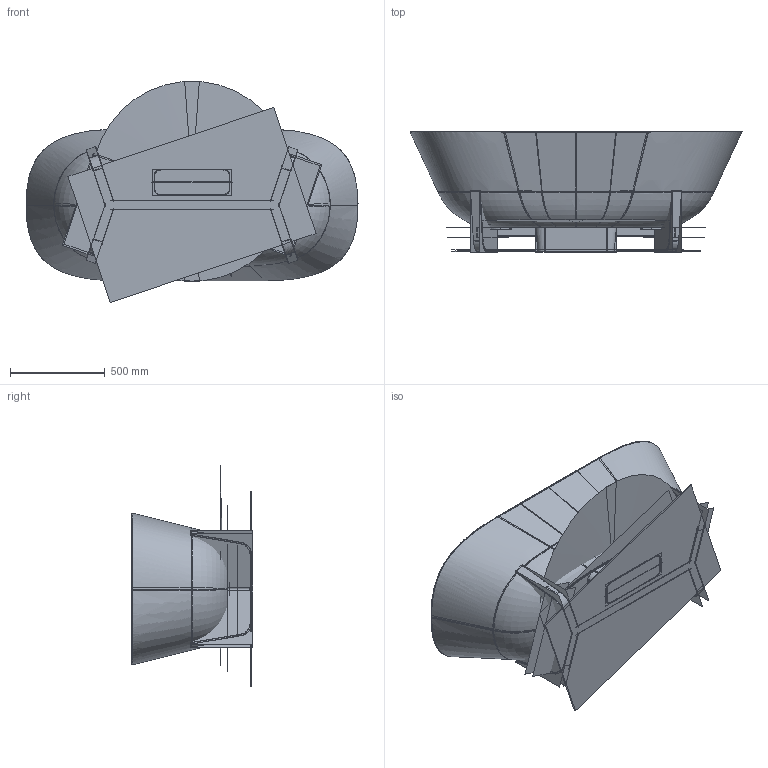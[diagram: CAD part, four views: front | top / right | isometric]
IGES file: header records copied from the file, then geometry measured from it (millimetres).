
Start section:  PTC IGES file: antheus-175x80-met frame-en-bakje.igs
Global section: file name: antheus-175x80-met frame-en-bakje.igs; native system: Creo Parametric by PTC Inc.; preprocessor: 2016260; author: nieboerk; organization: Unknown; date: 20170411.100135; units: millimetre
Bounding box: 1752.58 x 640.04 x 1166.3 mm (x, y, z)
Volume: 81393492.7 mm3; surface area: 71623283.2 mm2
Topology: 11 solids, 11 shells, 1118 faces, 6868 edges, 9665 vertices
Faces by surface type: bspline 652, revolution 466
